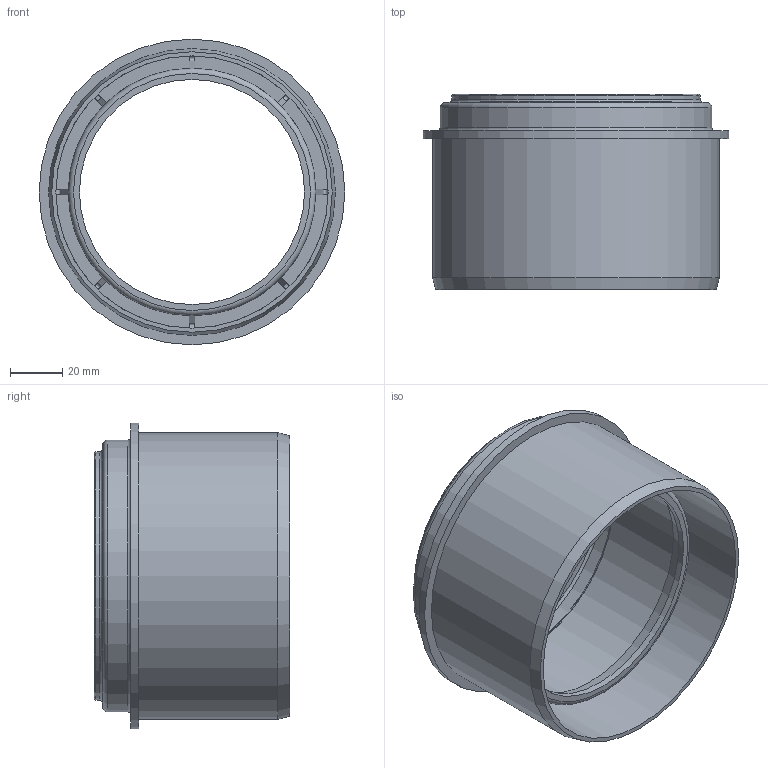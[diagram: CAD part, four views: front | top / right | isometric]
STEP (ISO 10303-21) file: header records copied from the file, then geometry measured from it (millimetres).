
FILE_DESCRIPTION(/* description */ (''),/* implementation_level */ '2;1');
FILE_NAME(/* name */ '175705 HTsafeR Reduktion, kurze Ausführung DN_OD 110_90.stp',/* time_stamp */ '2017-03-13T12:03:34+01:00',/* author */ ('user1'),/* organization */ (''),/* preprocessor_version */ 'ST-DEVELOPER v16.1',/* originating_system */ 'Autodesk Inventor 2016',/* authorisation */ '');
FILE_SCHEMA (('AUTOMOTIVE_DESIGN { 1 0 10303 214 3 1 1 }'));
Length unit declared in the file: millimetre
Products named in the file (1): 175705 HTsafeR Reduktion, kurze Ausführung DN_OD 110_90
Bounding box: 117.5 x 75 x 117.5 mm (x, y, z)
Volume: 105587.9 mm3; surface area: 83193.3 mm2
Topology: 1 solids, 1 shells, 97 faces, 244 edges, 154 vertices
Faces by surface type: plane 55, torus 18, cylinder 11, bspline 8, cone 5
Full cylindrical faces by diameter (mm): 86.5 x1, 90.9 x1, 91.3 x2, 95.1 x1, 95.5 x1, 100.3 x1, 104.5 x1, 104.6 x1, 110.2 x1, 117.5 x1
Entity records: 3482 total; most frequent: CARTESIAN_POINT 1258, DIRECTION 452, ORIENTED_EDGE 432, EDGE_CURVE 216, AXIS2_PLACEMENT_3D 178, VERTEX_POINT 152, EDGE_LOOP 130, FACE_OUTER_BOUND 97
